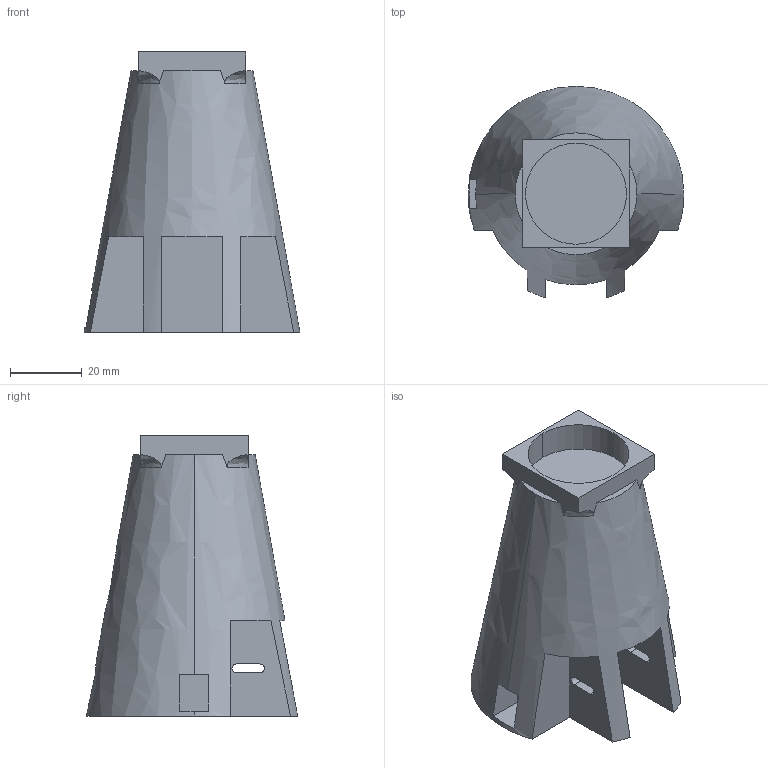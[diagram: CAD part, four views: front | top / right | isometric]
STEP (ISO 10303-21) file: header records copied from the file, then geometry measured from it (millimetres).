
FILE_DESCRIPTION (( 'STEP AP203' ), '1' );
FILE_NAME ('13_camera_mount_right_guidescope.step', '2020-05-23T22:35:42', ( '' ), ( '' ), 'SwSTEP 2.0', 'SolidWorks 2019', '' );
FILE_SCHEMA (( 'CONFIG_CONTROL_DESIGN' ));
Length unit declared in the file: millimetre
Products named in the file (1): 13_camera_mount_right_guidescope
Bounding box: 60 x 58.78 x 77.9 mm (x, y, z)
Volume: 102900.2 mm3; surface area: 18808.8 mm2
Topology: 1 solids, 1 shells, 44 faces, 123 edges, 82 vertices
Faces by surface type: plane 30, cylinder 8, bspline 6
Entity records: 1935 total; most frequent: CARTESIAN_POINT 802, ORIENTED_EDGE 246, DIRECTION 178, EDGE_CURVE 123, VERTEX_POINT 82, AXIS2_PLACEMENT_3D 60, VECTOR 58, LINE 58
